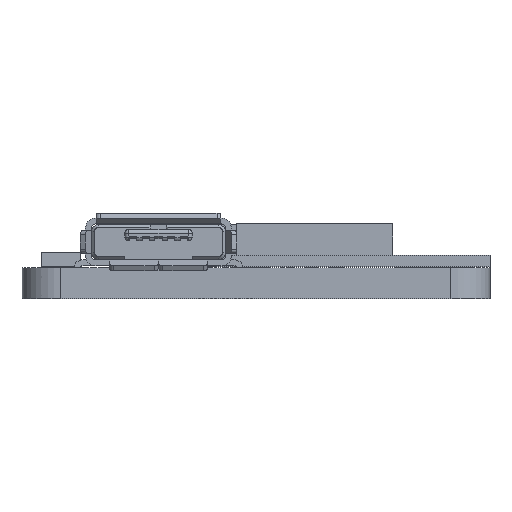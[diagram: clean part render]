
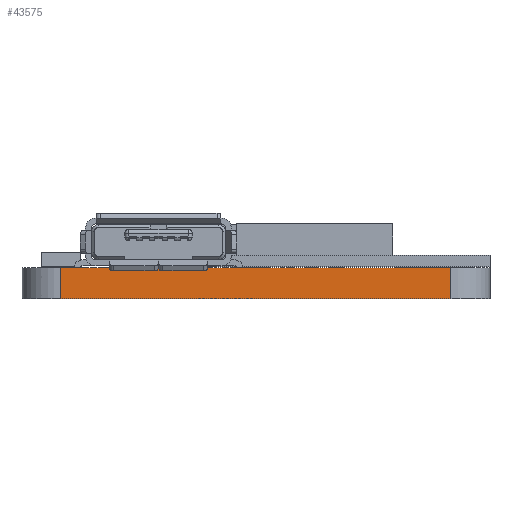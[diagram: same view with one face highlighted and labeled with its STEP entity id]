
A CAD part, front view. The second image highlights one B-rep face of the part: STEP entity #43575.
In plain terms, the highlighted planar face has unit normal (0, -1, 0).
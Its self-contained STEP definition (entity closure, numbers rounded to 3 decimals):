
#43575 = ADVANCED_FACE('',(#43576),#43590,.F.);
#43576 = FACE_BOUND('',#43577,.F.);
#43577 = EDGE_LOOP('',(#43578,#43613,#43641,#43669));
#43578 = ORIENTED_EDGE('',*,*,#43579,.T.);
#43579 = EDGE_CURVE('',#43580,#43582,#43584,.T.);
#43580 = VERTEX_POINT('',#43581);
#43581 = CARTESIAN_POINT('',(154.,-132.,0.));
#43582 = VERTEX_POINT('',#43583);
#43583 = CARTESIAN_POINT('',(154.,-132.,1.6));
#43584 = SURFACE_CURVE('',#43585,(#43589,#43601),.PCURVE_S1.);
#43585 = LINE('',#43586,#43587);
#43586 = CARTESIAN_POINT('',(154.,-132.,0.));
#43587 = VECTOR('',#43588,1.);
#43588 = DIRECTION('',(0.,0.,1.));
#43589 = PCURVE('',#43590,#43595);
#43590 = PLANE('',#43591);
#43591 = AXIS2_PLACEMENT_3D('',#43592,#43593,#43594);
#43592 = CARTESIAN_POINT('',(154.,-132.,0.));
#43593 = DIRECTION('',(0.,1.,0.));
#43594 = DIRECTION('',(1.,0.,0.));
#43595 = DEFINITIONAL_REPRESENTATION('',(#43596),#43600);
#43596 = LINE('',#43597,#43598);
#43597 = CARTESIAN_POINT('',(0.,0.));
#43598 = VECTOR('',#43599,1.);
#43599 = DIRECTION('',(0.,-1.));
#43600 = ( GEOMETRIC_REPRESENTATION_CONTEXT(2) 
PARAMETRIC_REPRESENTATION_CONTEXT() REPRESENTATION_CONTEXT('2D SPACE',''
  ) );
#43601 = PCURVE('',#43602,#43607);
#43602 = CYLINDRICAL_SURFACE('',#43603,2.);
#43603 = AXIS2_PLACEMENT_3D('',#43604,#43605,#43606);
#43604 = CARTESIAN_POINT('',(154.,-130.,0.));
#43605 = DIRECTION('',(-0.,-0.,-1.));
#43606 = DIRECTION('',(1.,0.,-0.));
#43607 = DEFINITIONAL_REPRESENTATION('',(#43608),#43612);
#43608 = LINE('',#43609,#43610);
#43609 = CARTESIAN_POINT('',(-4.712,0.));
#43610 = VECTOR('',#43611,1.);
#43611 = DIRECTION('',(-0.,-1.));
#43612 = ( GEOMETRIC_REPRESENTATION_CONTEXT(2) 
PARAMETRIC_REPRESENTATION_CONTEXT() REPRESENTATION_CONTEXT('2D SPACE',''
  ) );
#43613 = ORIENTED_EDGE('',*,*,#43614,.T.);
#43614 = EDGE_CURVE('',#43582,#43615,#43617,.T.);
#43615 = VERTEX_POINT('',#43616);
#43616 = CARTESIAN_POINT('',(174.,-132.,1.6));
#43617 = SURFACE_CURVE('',#43618,(#43622,#43629),.PCURVE_S1.);
#43618 = LINE('',#43619,#43620);
#43619 = CARTESIAN_POINT('',(154.,-132.,1.6));
#43620 = VECTOR('',#43621,1.);
#43621 = DIRECTION('',(1.,0.,0.));
#43622 = PCURVE('',#43590,#43623);
#43623 = DEFINITIONAL_REPRESENTATION('',(#43624),#43628);
#43624 = LINE('',#43625,#43626);
#43625 = CARTESIAN_POINT('',(0.,-1.6));
#43626 = VECTOR('',#43627,1.);
#43627 = DIRECTION('',(1.,0.));
#43628 = ( GEOMETRIC_REPRESENTATION_CONTEXT(2) 
PARAMETRIC_REPRESENTATION_CONTEXT() REPRESENTATION_CONTEXT('2D SPACE',''
  ) );
#43629 = PCURVE('',#43630,#43635);
#43630 = PLANE('',#43631);
#43631 = AXIS2_PLACEMENT_3D('',#43632,#43633,#43634);
#43632 = CARTESIAN_POINT('',(164.,-107.,1.6));
#43633 = DIRECTION('',(0.,0.,1.));
#43634 = DIRECTION('',(1.,0.,-0.));
#43635 = DEFINITIONAL_REPRESENTATION('',(#43636),#43640);
#43636 = LINE('',#43637,#43638);
#43637 = CARTESIAN_POINT('',(-10.,-25.));
#43638 = VECTOR('',#43639,1.);
#43639 = DIRECTION('',(1.,0.));
#43640 = ( GEOMETRIC_REPRESENTATION_CONTEXT(2) 
PARAMETRIC_REPRESENTATION_CONTEXT() REPRESENTATION_CONTEXT('2D SPACE',''
  ) );
#43641 = ORIENTED_EDGE('',*,*,#43642,.F.);
#43642 = EDGE_CURVE('',#43643,#43615,#43645,.T.);
#43643 = VERTEX_POINT('',#43644);
#43644 = CARTESIAN_POINT('',(174.,-132.,0.));
#43645 = SURFACE_CURVE('',#43646,(#43650,#43657),.PCURVE_S1.);
#43646 = LINE('',#43647,#43648);
#43647 = CARTESIAN_POINT('',(174.,-132.,0.));
#43648 = VECTOR('',#43649,1.);
#43649 = DIRECTION('',(0.,0.,1.));
#43650 = PCURVE('',#43590,#43651);
#43651 = DEFINITIONAL_REPRESENTATION('',(#43652),#43656);
#43652 = LINE('',#43653,#43654);
#43653 = CARTESIAN_POINT('',(20.,0.));
#43654 = VECTOR('',#43655,1.);
#43655 = DIRECTION('',(0.,-1.));
#43656 = ( GEOMETRIC_REPRESENTATION_CONTEXT(2) 
PARAMETRIC_REPRESENTATION_CONTEXT() REPRESENTATION_CONTEXT('2D SPACE',''
  ) );
#43657 = PCURVE('',#43658,#43663);
#43658 = CYLINDRICAL_SURFACE('',#43659,2.);
#43659 = AXIS2_PLACEMENT_3D('',#43660,#43661,#43662);
#43660 = CARTESIAN_POINT('',(174.,-130.,0.));
#43661 = DIRECTION('',(-0.,-0.,-1.));
#43662 = DIRECTION('',(1.,0.,-0.));
#43663 = DEFINITIONAL_REPRESENTATION('',(#43664),#43668);
#43664 = LINE('',#43665,#43666);
#43665 = CARTESIAN_POINT('',(-4.712,0.));
#43666 = VECTOR('',#43667,1.);
#43667 = DIRECTION('',(-0.,-1.));
#43668 = ( GEOMETRIC_REPRESENTATION_CONTEXT(2) 
PARAMETRIC_REPRESENTATION_CONTEXT() REPRESENTATION_CONTEXT('2D SPACE',''
  ) );
#43669 = ORIENTED_EDGE('',*,*,#43670,.F.);
#43670 = EDGE_CURVE('',#43580,#43643,#43671,.T.);
#43671 = SURFACE_CURVE('',#43672,(#43676,#43683),.PCURVE_S1.);
#43672 = LINE('',#43673,#43674);
#43673 = CARTESIAN_POINT('',(154.,-132.,0.));
#43674 = VECTOR('',#43675,1.);
#43675 = DIRECTION('',(1.,0.,0.));
#43676 = PCURVE('',#43590,#43677);
#43677 = DEFINITIONAL_REPRESENTATION('',(#43678),#43682);
#43678 = LINE('',#43679,#43680);
#43679 = CARTESIAN_POINT('',(0.,0.));
#43680 = VECTOR('',#43681,1.);
#43681 = DIRECTION('',(1.,0.));
#43682 = ( GEOMETRIC_REPRESENTATION_CONTEXT(2) 
PARAMETRIC_REPRESENTATION_CONTEXT() REPRESENTATION_CONTEXT('2D SPACE',''
  ) );
#43683 = PCURVE('',#43684,#43689);
#43684 = PLANE('',#43685);
#43685 = AXIS2_PLACEMENT_3D('',#43686,#43687,#43688);
#43686 = CARTESIAN_POINT('',(164.,-107.,0.));
#43687 = DIRECTION('',(0.,0.,1.));
#43688 = DIRECTION('',(1.,0.,-0.));
#43689 = DEFINITIONAL_REPRESENTATION('',(#43690),#43694);
#43690 = LINE('',#43691,#43692);
#43691 = CARTESIAN_POINT('',(-10.,-25.));
#43692 = VECTOR('',#43693,1.);
#43693 = DIRECTION('',(1.,0.));
#43694 = ( GEOMETRIC_REPRESENTATION_CONTEXT(2) 
PARAMETRIC_REPRESENTATION_CONTEXT() REPRESENTATION_CONTEXT('2D SPACE',''
  ) );
